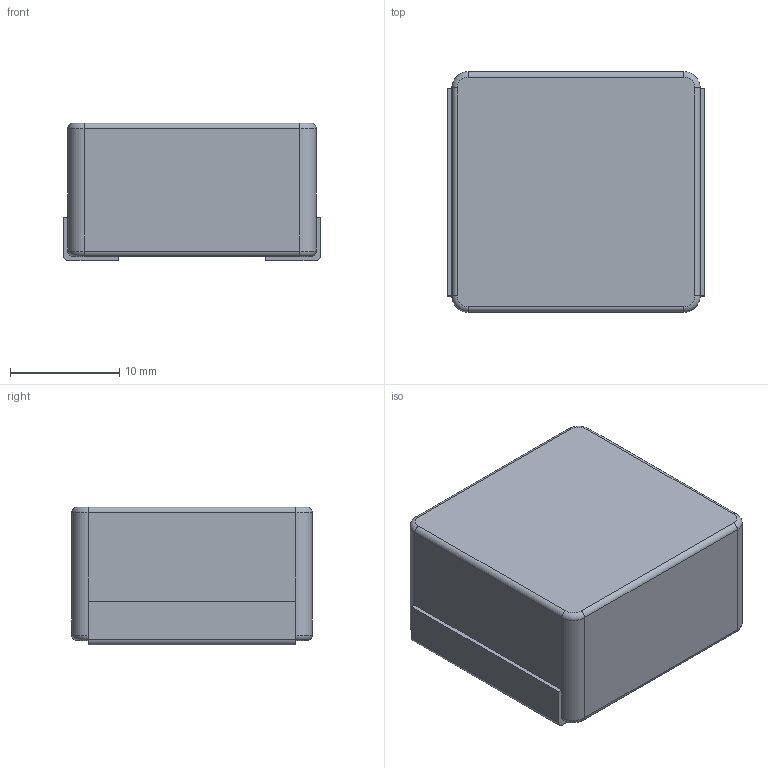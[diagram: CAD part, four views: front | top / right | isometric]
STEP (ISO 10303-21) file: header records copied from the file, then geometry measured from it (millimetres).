
FILE_DESCRIPTION(('FreeCAD Model'),'2;1');
FILE_NAME('L_Bourns_SRP2313AA.step','2018-01-30T16:54:34',('kicad StepUp'),( 'ksu MCAD'),'Open CASCADE STEP processor 7.1','FreeCAD','Unknown');
FILE_SCHEMA(('AUTOMOTIVE_DESIGN { 1 0 10303 214 1 1 1 1 }'));
Length unit declared in the file: millimetre
Products named in the file (1): L_Bourns_SRP2313AA
Bounding box: 23.5 x 22 x 12.6 mm (x, y, z)
Volume: 6190.6 mm3; surface area: 2091.3 mm2
Topology: 1 solids, 1 shells, 38 faces, 92 edges, 56 vertices
Faces by surface type: plane 18, cylinder 12, torus 8
Entity records: 796 total; most frequent: ORIENTED_EDGE 129, CARTESIAN_POINT 125, EDGE_CURVE 92, AXIS2_PLACEMENT_3D 67, VERTEX_POINT 56, LINE 52, ADVANCED_FACE 38, FACE_BOUND 38
